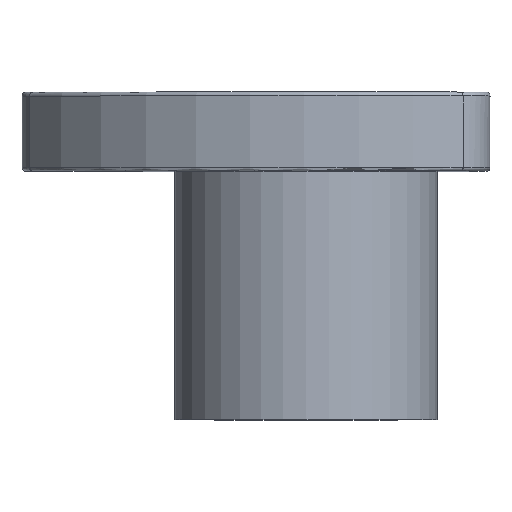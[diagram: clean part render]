
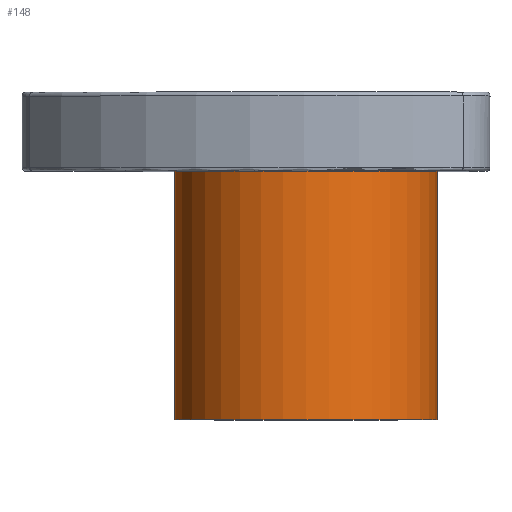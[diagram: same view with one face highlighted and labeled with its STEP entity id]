
A CAD part, top view. The second image highlights one B-rep face of the part: STEP entity #148.
In plain terms, the highlighted cylindrical face has radius 10 mm (diameter 20 mm), a full revolution.
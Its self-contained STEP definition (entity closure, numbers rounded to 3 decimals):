
#66=FACE_BOUND('',#262,.T.);
#67=FACE_BOUND('',#263,.T.);
#148=ADVANCED_FACE('',(#66,#67),#187,.T.);
#187=CYLINDRICAL_SURFACE('',#816,10.);
#262=EDGE_LOOP('',(#488));
#263=EDGE_LOOP('',(#489));
#359=CIRCLE('',#807,10.);
#364=CIRCLE('',#815,10.);
#488=ORIENTED_EDGE('',*,*,#693,.F.);
#489=ORIENTED_EDGE('',*,*,#702,.F.);
#603=VERTEX_POINT('',#1347);
#612=VERTEX_POINT('',#1476);
#693=EDGE_CURVE('',#603,#603,#359,.T.);
#702=EDGE_CURVE('',#612,#612,#364,.T.);
#807=AXIS2_PLACEMENT_3D('',#1346,#947,#948);
#815=AXIS2_PLACEMENT_3D('',#1475,#963,#964);
#816=AXIS2_PLACEMENT_3D('',#1477,#965,#966);
#947=DIRECTION('',(0.,1.,0.));
#948=DIRECTION('',(1.,0.,0.));
#963=DIRECTION('',(0.,-1.,0.));
#964=DIRECTION('',(1.,0.,0.));
#965=DIRECTION('',(0.,-1.,0.));
#966=DIRECTION('',(-1.,0.,0.));
#1346=CARTESIAN_POINT('',(0.,25.9,0.));
#1347=CARTESIAN_POINT('',(10.,25.9,0.));
#1475=CARTESIAN_POINT('',(0.,7.,0.));
#1476=CARTESIAN_POINT('',(10.,7.,0.));
#1477=CARTESIAN_POINT('',(0.,16.2,0.));
